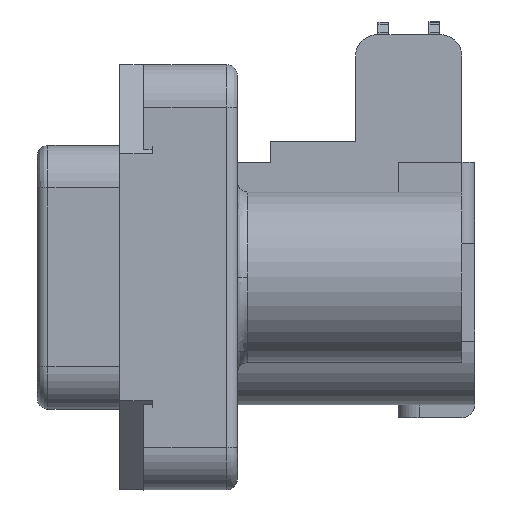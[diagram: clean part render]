
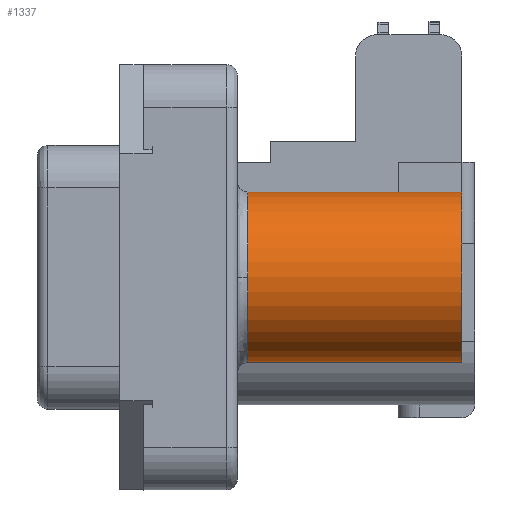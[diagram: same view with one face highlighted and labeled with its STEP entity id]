
A CAD part, left-side view. The second image highlights one B-rep face of the part: STEP entity #1337.
In plain terms, the highlighted cylindrical face has radius 2 mm (diameter 4 mm), a partial arc.
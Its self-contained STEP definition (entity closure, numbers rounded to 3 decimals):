
#350 = AXIS2_PLACEMENT_3D ( 'NONE', #14004, #2186, #15994 ) ;
#756 = DIRECTION ( 'NONE',  ( 0., 0., 1. ) ) ;
#1337 = ADVANCED_FACE ( 'NONE', ( #22475 ), #16687, .T. ) ;
#1888 = DIRECTION ( 'NONE',  ( 0., 0., 1. ) ) ;
#2186 = DIRECTION ( 'NONE',  ( 0., 1., 0. ) ) ;
#2377 = CARTESIAN_POINT ( 'NONE',  ( -7.5, -2.25, -5. ) ) ;
#4364 = DIRECTION ( 'NONE',  ( -1., 0., 0. ) ) ;
#5051 = EDGE_CURVE ( 'NONE', #7391, #8688, #20824, .T. ) ;
#5304 = ORIENTED_EDGE ( 'NONE', *, *, #6554, .F. ) ;
#6151 = CARTESIAN_POINT ( 'NONE',  ( -7.5, -7.28, -7. ) ) ;
#6240 = AXIS2_PLACEMENT_3D ( 'NONE', #24284, #12569, #756 ) ;
#6499 = AXIS2_PLACEMENT_3D ( 'NONE', #25414, #19529, #1888 ) ;
#6554 = EDGE_CURVE ( 'NONE', #20433, #7391, #14245, .T. ) ;
#7391 = VERTEX_POINT ( 'NONE', #22318 ) ;
#8040 = EDGE_CURVE ( 'NONE', #20433, #9943, #10471, .T. ) ;
#8103 = CARTESIAN_POINT ( 'NONE',  ( -7.5, -2.25, -3. ) ) ;
#8117 = DIRECTION ( 'NONE',  ( 0., 1., 0. ) ) ;
#8688 = VERTEX_POINT ( 'NONE', #15802 ) ;
#9232 = EDGE_LOOP ( 'NONE', ( #10916, #5304, #18477, #24107, #10119 ) ) ;
#9539 = EDGE_CURVE ( 'NONE', #20809, #9943, #22076, .T. ) ;
#9855 = VECTOR ( 'NONE', #10961, 1000. ) ;
#9943 = VERTEX_POINT ( 'NONE', #8103 ) ;
#10119 = ORIENTED_EDGE ( 'NONE', *, *, #13935, .F. ) ;
#10471 = LINE ( 'NONE', #24656, #9855 ) ;
#10916 = ORIENTED_EDGE ( 'NONE', *, *, #5051, .F. ) ;
#10961 = DIRECTION ( 'NONE',  ( 0., 1., 0. ) ) ;
#12569 = DIRECTION ( 'NONE',  ( 0., -1., 0. ) ) ;
#13935 = EDGE_CURVE ( 'NONE', #8688, #20809, #23700, .T. ) ;
#14004 = CARTESIAN_POINT ( 'NONE',  ( -7.5, -2.25, -5. ) ) ;
#14245 = CIRCLE ( 'NONE', #6240, 2. ) ;
#15641 = VECTOR ( 'NONE', #8117, 1000. ) ;
#15802 = CARTESIAN_POINT ( 'NONE',  ( -7.5, -2.25, -7. ) ) ;
#15994 = DIRECTION ( 'NONE',  ( -1., 0., 0. ) ) ;
#16177 = DIRECTION ( 'NONE',  ( 0., 1., 0. ) ) ;
#16687 = CYLINDRICAL_SURFACE ( 'NONE', #6499, 2. ) ;
#17010 = CARTESIAN_POINT ( 'NONE',  ( -9.5, -2.25, -5. ) ) ;
#18477 = ORIENTED_EDGE ( 'NONE', *, *, #8040, .T. ) ;
#19529 = DIRECTION ( 'NONE',  ( 0., 1., 0. ) ) ;
#20433 = VERTEX_POINT ( 'NONE', #25382 ) ;
#20809 = VERTEX_POINT ( 'NONE', #17010 ) ;
#20824 = LINE ( 'NONE', #6151, #15641 ) ;
#21329 = AXIS2_PLACEMENT_3D ( 'NONE', #2377, #16177, #4364 ) ;
#22076 = CIRCLE ( 'NONE', #350, 2. ) ;
#22318 = CARTESIAN_POINT ( 'NONE',  ( -7.5, -7.28, -7. ) ) ;
#22475 = FACE_OUTER_BOUND ( 'NONE', #9232, .T. ) ;
#23700 = CIRCLE ( 'NONE', #21329, 2. ) ;
#24107 = ORIENTED_EDGE ( 'NONE', *, *, #9539, .F. ) ;
#24284 = CARTESIAN_POINT ( 'NONE',  ( -7.5, -7.28, -5. ) ) ;
#24656 = CARTESIAN_POINT ( 'NONE',  ( -7.5, -7.28, -3. ) ) ;
#25382 = CARTESIAN_POINT ( 'NONE',  ( -7.5, -7.28, -3. ) ) ;
#25414 = CARTESIAN_POINT ( 'NONE',  ( -7.5, -7.28, -5. ) ) ;
